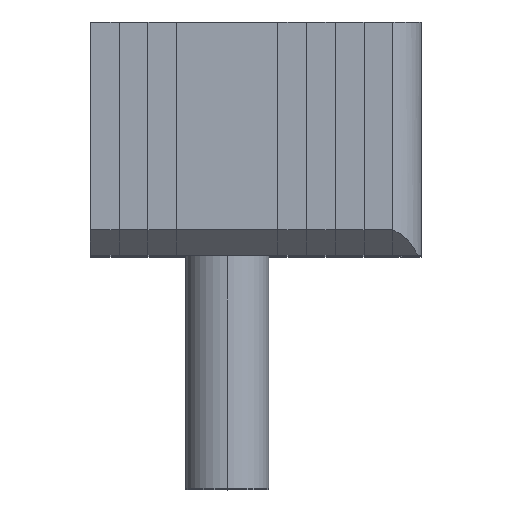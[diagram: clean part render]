
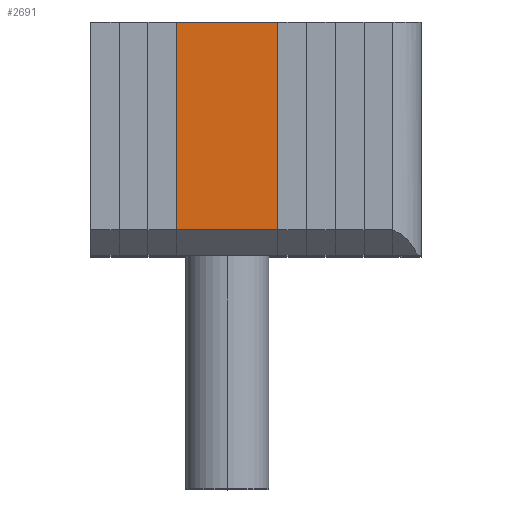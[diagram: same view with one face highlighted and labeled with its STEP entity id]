
A CAD part, top view. The second image highlights one B-rep face of the part: STEP entity #2691.
In plain terms, the highlighted planar face has unit normal (0, 0, 1).
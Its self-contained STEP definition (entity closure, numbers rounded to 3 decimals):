
#187 = EDGE_LOOP ( 'NONE', ( #4293, #2477, #1597, #6249 ) ) ;
#873 = CARTESIAN_POINT ( 'NONE',  ( -2.6, 6.5, 30. ) ) ;
#892 = EDGE_CURVE ( 'NONE', #1248, #7143, #7505, .T. ) ;
#1248 = VERTEX_POINT ( 'NONE', #7409 ) ;
#1597 = ORIENTED_EDGE ( 'NONE', *, *, #2289, .F. ) ;
#1667 = DIRECTION ( 'NONE',  ( 0., -1., 0. ) ) ;
#1692 = DIRECTION ( 'NONE',  ( 0., 0., -1. ) ) ;
#2221 = CARTESIAN_POINT ( 'NONE',  ( 2.6, 0., 30. ) ) ;
#2271 = DIRECTION ( 'NONE',  ( -1., 0., 0. ) ) ;
#2289 = EDGE_CURVE ( 'NONE', #5867, #1248, #2819, .T. ) ;
#2477 = ORIENTED_EDGE ( 'NONE', *, *, #892, .F. ) ;
#2602 = VECTOR ( 'NONE', #6239, 1000. ) ;
#2691 = ADVANCED_FACE ( 'NONE', ( #2769 ), #3485, .F. ) ;
#2697 = DIRECTION ( 'NONE',  ( -1., 0., 0. ) ) ;
#2769 = FACE_OUTER_BOUND ( 'NONE', #187, .T. ) ;
#2819 = LINE ( 'NONE', #2221, #7316 ) ;
#3193 = CARTESIAN_POINT ( 'NONE',  ( -2.6, 0., 30. ) ) ;
#3285 = CARTESIAN_POINT ( 'NONE',  ( -2.6, -4.2, 30. ) ) ;
#3485 = PLANE ( 'NONE',  #7703 ) ;
#3977 = CARTESIAN_POINT ( 'NONE',  ( 2.6, -4.2, 30. ) ) ;
#4130 = DIRECTION ( 'NONE',  ( -1., 0., 0. ) ) ;
#4288 = VECTOR ( 'NONE', #2271, 1000. ) ;
#4293 = ORIENTED_EDGE ( 'NONE', *, *, #4337, .T. ) ;
#4337 = EDGE_CURVE ( 'NONE', #6248, #7143, #5679, .T. ) ;
#5087 = EDGE_CURVE ( 'NONE', #5867, #6248, #7751, .T. ) ;
#5266 = VECTOR ( 'NONE', #2697, 1000. ) ;
#5347 = CARTESIAN_POINT ( 'NONE',  ( 2.6, 6.5, 30. ) ) ;
#5679 = LINE ( 'NONE', #3193, #2602 ) ;
#5867 = VERTEX_POINT ( 'NONE', #6444 ) ;
#6239 = DIRECTION ( 'NONE',  ( 0., -1., 0. ) ) ;
#6248 = VERTEX_POINT ( 'NONE', #873 ) ;
#6249 = ORIENTED_EDGE ( 'NONE', *, *, #5087, .T. ) ;
#6444 = CARTESIAN_POINT ( 'NONE',  ( 2.6, 6.5, 30. ) ) ;
#7143 = VERTEX_POINT ( 'NONE', #3285 ) ;
#7316 = VECTOR ( 'NONE', #1667, 1000. ) ;
#7409 = CARTESIAN_POINT ( 'NONE',  ( 2.6, -4.2, 30. ) ) ;
#7505 = LINE ( 'NONE', #3977, #5266 ) ;
#7703 = AXIS2_PLACEMENT_3D ( 'NONE', #7773, #1692, #4130 ) ;
#7751 = LINE ( 'NONE', #5347, #4288 ) ;
#7773 = CARTESIAN_POINT ( 'NONE',  ( 2.6, 0., 30. ) ) ;
